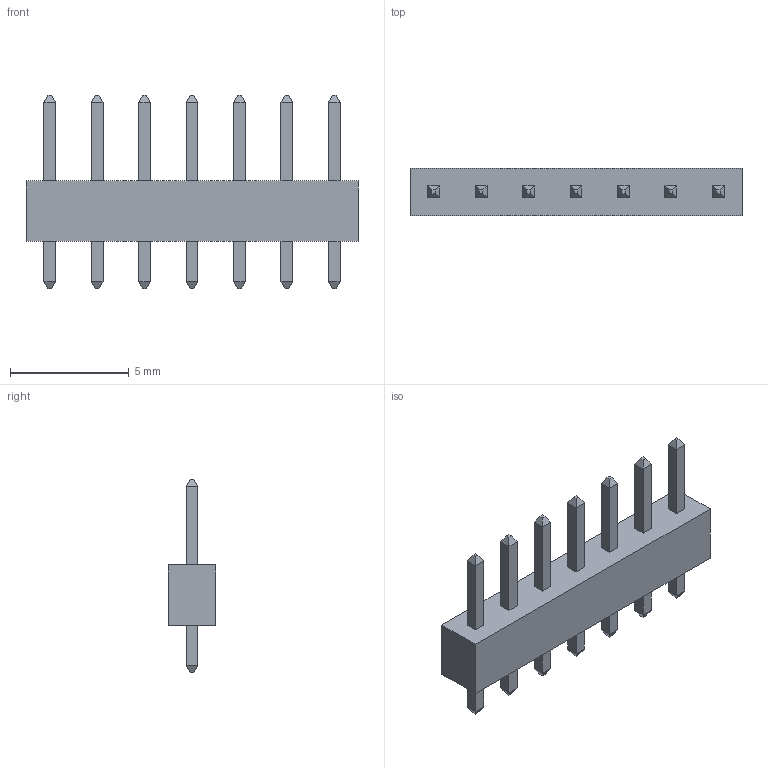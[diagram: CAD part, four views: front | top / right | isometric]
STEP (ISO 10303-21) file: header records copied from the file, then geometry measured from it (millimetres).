
FILE_DESCRIPTION (( 'STEP AP214' ), '1' );
FILE_NAME ( 'HDRV7W50P200_7X1_1400X200H615.STEP', '2022-06-19T11:52:39', ( '' ), ( '' ), '', '©2017 PCB Libraries, Inc.', '' );
FILE_SCHEMA (( 'AUTOMOTIVE_DESIGN' ));
Length unit declared in the file: millimetre
Products named in the file (1): HDRV7W50P200_7X1_1400X200H615
Bounding box: 14 x 2 x 8.15 mm (x, y, z)
Volume: 80.4 mm3; surface area: 217.6 mm2
Topology: 15 solids, 15 shells, 146 faces, 292 edges, 176 vertices
Faces by surface type: plane 146
Entity records: 4133 total; most frequent: CARTESIAN_POINT 615, DIRECTION 586, ORIENTED_EDGE 584, VECTOR 292, LINE 292, EDGE_CURVE 292, VERTEX_POINT 176, STYLED_ITEM 162
